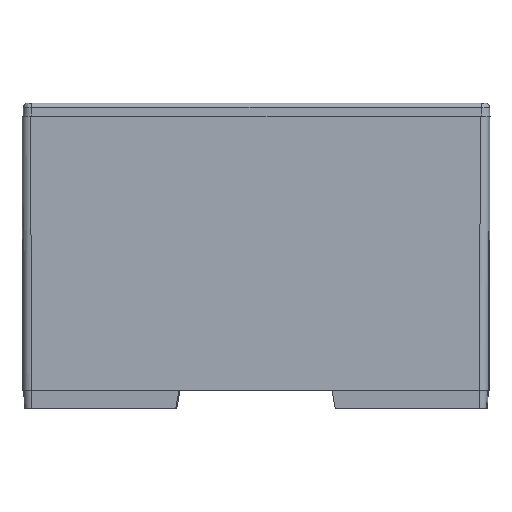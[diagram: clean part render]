
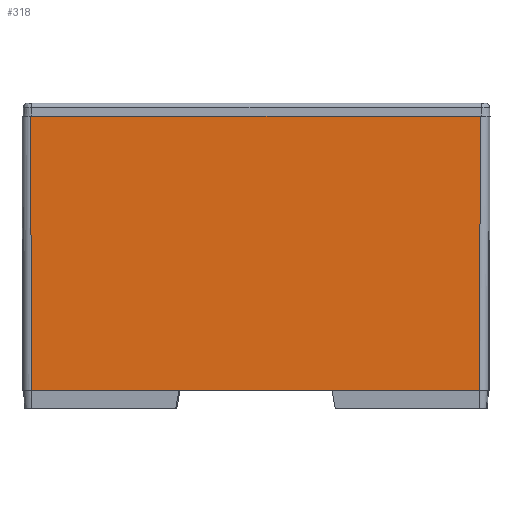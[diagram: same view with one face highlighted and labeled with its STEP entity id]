
A CAD part, left-side view. The second image highlights one B-rep face of the part: STEP entity #318.
In plain terms, the highlighted planar face has unit normal (-1, 0, -0.003).
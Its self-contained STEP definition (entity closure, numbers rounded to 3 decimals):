
#318 = ADVANCED_FACE( '', ( #784 ), #785, .T. );
#784 = FACE_OUTER_BOUND( '', #1533, .T. );
#785 = PLANE( '', #1534 );
#1533 = EDGE_LOOP( '', ( #3446, #3447, #3448, #3449 ) );
#1534 = AXIS2_PLACEMENT_3D( '', #3450, #3451, #3452 );
#3446 = ORIENTED_EDGE( '', *, *, #4729, .T. );
#3447 = ORIENTED_EDGE( '', *, *, #5251, .T. );
#3448 = ORIENTED_EDGE( '', *, *, #4739, .T. );
#3449 = ORIENTED_EDGE( '', *, *, #5252, .T. );
#3450 = CARTESIAN_POINT( '', ( -67.802, 54.236, 0. ) );
#3451 = DIRECTION( '', ( -1., 0., -0.003 ) );
#3452 = DIRECTION( '', ( -0.003, 0., 1. ) );
#4729 = EDGE_CURVE( '', #5645, #5665, #5667, .T. );
#4739 = EDGE_CURVE( '', #5686, #5684, #5687, .T. );
#5251 = EDGE_CURVE( '', #5665, #5686, #6547, .F. );
#5252 = EDGE_CURVE( '', #5684, #5645, #6548, .F. );
#5645 = VERTEX_POINT( '', #7170 );
#5665 = VERTEX_POINT( '', #7195 );
#5667 = LINE( '', #7197, #7198 );
#5684 = VERTEX_POINT( '', #7227 );
#5686 = VERTEX_POINT( '', #7229 );
#5687 = LINE( '', #7230, #7231 );
#6547 = LINE( '', #8668, #8669 );
#6548 = LINE( '', #8670, #8671 );
#7170 = CARTESIAN_POINT( '', ( -67.614, 52.048, -63.498 ) );
#7195 = CARTESIAN_POINT( '', ( -67.614, -51.573, -63.498 ) );
#7197 = CARTESIAN_POINT( '', ( -67.614, 54.236, -63.498 ) );
#7198 = VECTOR( '', #9420, 1000. );
#7227 = CARTESIAN_POINT( '', ( -67.802, 52.236, 0. ) );
#7229 = CARTESIAN_POINT( '', ( -67.802, -51.761, 0. ) );
#7230 = CARTESIAN_POINT( '', ( -67.802, 54.236, 0. ) );
#7231 = VECTOR( '', #9432, 1000. );
#8668 = CARTESIAN_POINT( '', ( -67.802, -51.761, 0.006 ) );
#8669 = VECTOR( '', #10006, 1000. );
#8670 = CARTESIAN_POINT( '', ( -67.601, 52.035, -67.692 ) );
#8671 = VECTOR( '', #10007, 1000. );
#9420 = DIRECTION( '', ( 0., -1., 0. ) );
#9432 = DIRECTION( '', ( 0., 1., 0. ) );
#10006 = DIRECTION( '', ( 0.003, 0.003, -1. ) );
#10007 = DIRECTION( '', ( -0.003, 0.003, 1. ) );
